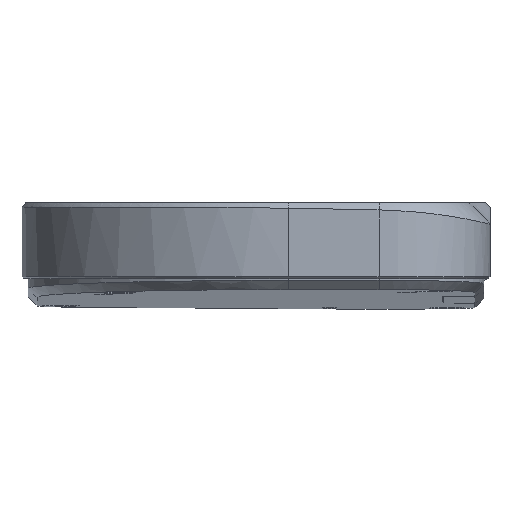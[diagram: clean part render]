
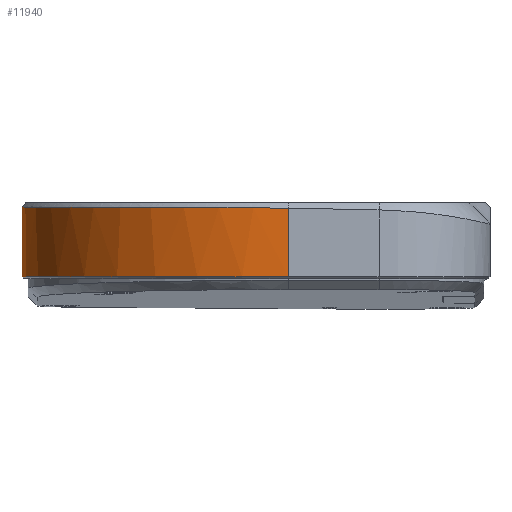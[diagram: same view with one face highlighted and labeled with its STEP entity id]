
A CAD part, left-side view. The second image highlights one B-rep face of the part: STEP entity #11940.
In plain terms, the highlighted cylindrical face has radius 60 mm (diameter 120 mm), a partial arc.
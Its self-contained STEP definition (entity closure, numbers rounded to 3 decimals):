
#95=B_SPLINE_CURVE_WITH_KNOTS('',3,(#18708,#18709,#18710,#18711,#18712,
#18713,#18714),.UNSPECIFIED.,.F.,.F.,(4,1,1,1,4),(-28.9,-26.257,
-23.613,-20.969,-19.647),.UNSPECIFIED.);
#853=FACE_OUTER_BOUND('',#1545,.T.);
#1545=EDGE_LOOP('',(#9179,#9180,#9181,#9182));
#2540=LINE('',#18931,#3897);
#2541=LINE('',#18932,#3898);
#3897=VECTOR('',#14498,10.);
#3898=VECTOR('',#14499,10.);
#4831=CIRCLE('',#12656,60.);
#5443=VERTEX_POINT('',#17795);
#5445=VERTEX_POINT('',#17801);
#5551=VERTEX_POINT('',#18595);
#5552=VERTEX_POINT('',#18695);
#6762=EDGE_CURVE('',#5443,#5445,#4831,.T.);
#6892=EDGE_CURVE('',#5552,#5551,#95,.T.);
#6897=EDGE_CURVE('',#5551,#5443,#2540,.T.);
#6898=EDGE_CURVE('',#5552,#5445,#2541,.T.);
#9179=ORIENTED_EDGE('',*,*,#6762,.F.);
#9180=ORIENTED_EDGE('',*,*,#6897,.F.);
#9181=ORIENTED_EDGE('',*,*,#6892,.F.);
#9182=ORIENTED_EDGE('',*,*,#6898,.T.);
#11604=CYLINDRICAL_SURFACE('',#12713,60.);
#11940=ADVANCED_FACE('',(#853),#11604,.T.);
#12656=AXIS2_PLACEMENT_3D('',#17805,#14305,#14306);
#12713=AXIS2_PLACEMENT_3D('',#18930,#14496,#14497);
#14305=DIRECTION('center_axis',(0.,0.,-1.));
#14306=DIRECTION('ref_axis',(-0.707,0.707,0.));
#14496=DIRECTION('center_axis',(0.,0.,1.));
#14497=DIRECTION('ref_axis',(-0.707,0.707,0.));
#14498=DIRECTION('',(0.,0.,-1.));
#14499=DIRECTION('',(0.,0.,-1.));
#17795=CARTESIAN_POINT('',(-3.315,39.419,-10.6));
#17801=CARTESIAN_POINT('',(56.685,99.419,-10.6));
#17805=CARTESIAN_POINT('Origin',(56.685,39.419,-10.6));
#18595=CARTESIAN_POINT('',(-3.315,39.419,4.876));
#18695=CARTESIAN_POINT('',(56.685,99.419,5.099));
#18708=CARTESIAN_POINT('Ctrl Pts',(56.685,99.419,5.099));
#18709=CARTESIAN_POINT('Ctrl Pts',(47.72,99.419,5.098));
#18710=CARTESIAN_POINT('Ctrl Pts',(29.785,95.333,5.095));
#18711=CARTESIAN_POINT('Ctrl Pts',(8.197,78.139,5.07));
#18712=CARTESIAN_POINT('Ctrl Pts',(-1.804,57.408,5.002));
#18713=CARTESIAN_POINT('Ctrl Pts',(-3.315,43.917,4.914));
#18714=CARTESIAN_POINT('Ctrl Pts',(-3.315,39.419,4.876));
#18930=CARTESIAN_POINT('Origin',(56.685,39.419,1.5));
#18931=CARTESIAN_POINT('',(-3.315,39.419,0.));
#18932=CARTESIAN_POINT('',(56.685,99.419,1.5));
